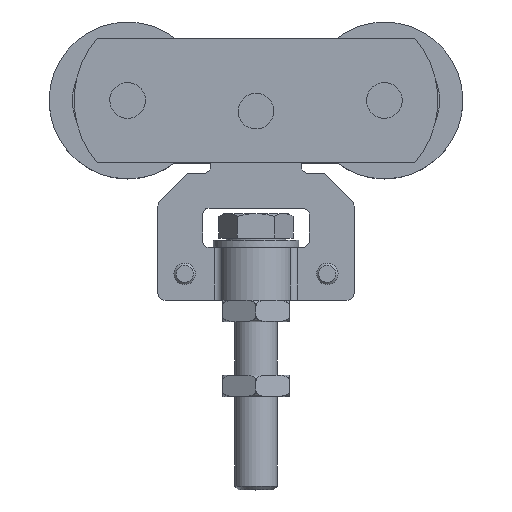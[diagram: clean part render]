
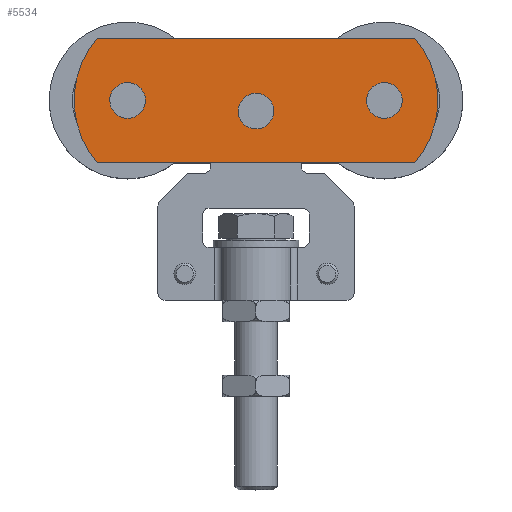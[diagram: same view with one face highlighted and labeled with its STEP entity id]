
A CAD part, top view. The second image highlights one B-rep face of the part: STEP entity #5534.
In plain terms, the highlighted planar face has unit normal (0, 0, 1).
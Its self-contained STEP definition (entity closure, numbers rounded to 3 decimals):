
#82=FACE_BOUND('',#956,.T.);
#83=FACE_BOUND('',#957,.T.);
#84=FACE_BOUND('',#958,.T.);
#261=PLANE('',#6202);
#604=FACE_OUTER_BOUND('',#955,.T.);
#955=EDGE_LOOP('',(#5036,#5037,#5038,#5039));
#956=EDGE_LOOP('',(#5040));
#957=EDGE_LOOP('',(#5041));
#958=EDGE_LOOP('',(#5042));
#1369=LINE('',#10156,#1777);
#1370=LINE('',#10159,#1778);
#1777=VECTOR('',#7893,10.);
#1778=VECTOR('',#7896,10.);
#2108=CIRCLE('',#6173,5.);
#2114=CIRCLE('',#6185,5.);
#2120=CIRCLE('',#6197,5.);
#2123=CIRCLE('',#6203,27.);
#2124=CIRCLE('',#6204,27.);
#2630=VERTEX_POINT('',#10094);
#2636=VERTEX_POINT('',#10116);
#2642=VERTEX_POINT('',#10138);
#2647=VERTEX_POINT('',#10152);
#2648=VERTEX_POINT('',#10153);
#2649=VERTEX_POINT('',#10155);
#2650=VERTEX_POINT('',#10157);
#3424=EDGE_CURVE('',#2630,#2630,#2108,.T.);
#3434=EDGE_CURVE('',#2636,#2636,#2114,.T.);
#3444=EDGE_CURVE('',#2642,#2642,#2120,.T.);
#3449=EDGE_CURVE('',#2647,#2648,#2123,.T.);
#3450=EDGE_CURVE('',#2649,#2647,#1369,.T.);
#3451=EDGE_CURVE('',#2650,#2649,#2124,.T.);
#3452=EDGE_CURVE('',#2648,#2650,#1370,.T.);
#5036=ORIENTED_EDGE('',*,*,#3449,.F.);
#5037=ORIENTED_EDGE('',*,*,#3450,.F.);
#5038=ORIENTED_EDGE('',*,*,#3451,.F.);
#5039=ORIENTED_EDGE('',*,*,#3452,.F.);
#5040=ORIENTED_EDGE('',*,*,#3424,.T.);
#5041=ORIENTED_EDGE('',*,*,#3434,.T.);
#5042=ORIENTED_EDGE('',*,*,#3444,.T.);
#5534=ADVANCED_FACE('',(#604,#82,#83,#84),#261,.F.);
#6173=AXIS2_PLACEMENT_3D('',#10096,#7821,#7822);
#6185=AXIS2_PLACEMENT_3D('',#10118,#7849,#7850);
#6197=AXIS2_PLACEMENT_3D('',#10140,#7877,#7878);
#6202=AXIS2_PLACEMENT_3D('',#10151,#7889,#7890);
#6203=AXIS2_PLACEMENT_3D('',#10154,#7891,#7892);
#6204=AXIS2_PLACEMENT_3D('',#10158,#7894,#7895);
#7821=DIRECTION('center_axis',(0.,0.,
-1.));
#7822=DIRECTION('ref_axis',(-0.987,0.159,0.));
#7849=DIRECTION('center_axis',(0.,0.,
-1.));
#7850=DIRECTION('ref_axis',(-0.973,0.233,0.));
#7877=DIRECTION('center_axis',(0.,0.,
-1.));
#7878=DIRECTION('ref_axis',(-1.,-0.022,0.));
#7889=DIRECTION('center_axis',(0.,0.,
-1.));
#7890=DIRECTION('ref_axis',(-1.,0.,0.));
#7891=DIRECTION('center_axis',(0.,0.,
-1.));
#7892=DIRECTION('ref_axis',(0.762,0.648,0.));
#7893=DIRECTION('',(1.,0.,0.));
#7894=DIRECTION('center_axis',(0.,0.,
-1.));
#7895=DIRECTION('ref_axis',(-0.762,-0.648,0.));
#7896=DIRECTION('',(-1.,0.,0.));
#10094=CARTESIAN_POINT('',(22.821,10.135,32.2));
#10096=CARTESIAN_POINT('Origin',(17.884,10.928,32.2));
#10116=CARTESIAN_POINT('',(-13.253,6.764,32.2));
#10118=CARTESIAN_POINT('Origin',(-18.116,7.928,32.2));
#10138=CARTESIAN_POINT('',(-49.117,11.038,32.2));
#10140=CARTESIAN_POINT('Origin',(-54.116,10.928,32.2));
#10151=CARTESIAN_POINT('Origin',(-18.116,10.928,32.2));
#10152=CARTESIAN_POINT('',(26.445,28.428,32.2));
#10153=CARTESIAN_POINT('',(26.445,-6.572,32.2));
#10154=CARTESIAN_POINT('Origin',(5.884,10.928,32.2));
#10155=CARTESIAN_POINT('',(-62.676,28.428,32.2));
#10156=CARTESIAN_POINT('',(-62.676,28.428,32.2));
#10157=CARTESIAN_POINT('',(-62.676,-6.572,32.2));
#10158=CARTESIAN_POINT('Origin',(-42.116,10.928,32.2));
#10159=CARTESIAN_POINT('',(26.445,-6.572,32.2));
